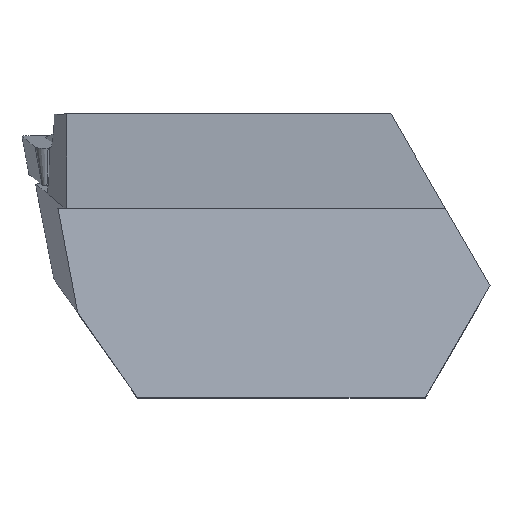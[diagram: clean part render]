
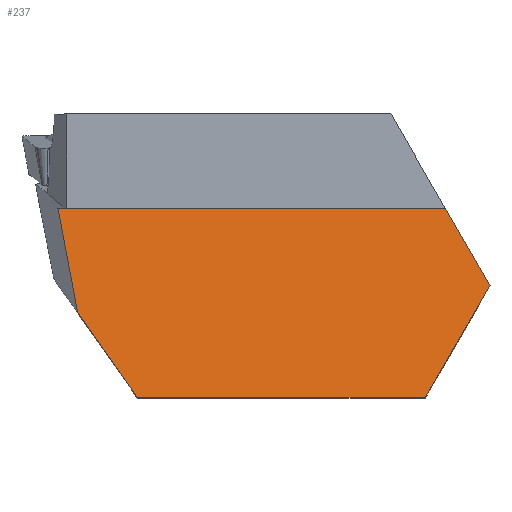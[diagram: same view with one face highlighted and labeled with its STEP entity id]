
A CAD part, top view. The second image highlights one B-rep face of the part: STEP entity #237.
In plain terms, the highlighted planar face has unit normal (0, 0.139, 0.99).
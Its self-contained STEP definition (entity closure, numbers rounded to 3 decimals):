
#148=FACE_OUTER_BOUND('',#416,.T.);
#237=ADVANCED_FACE('',(#148),#291,.T.);
#291=PLANE('',#1504);
#416=EDGE_LOOP('',(#693,#694,#695,#696,#697,#698));
#693=ORIENTED_EDGE('',*,*,#1042,.F.);
#694=ORIENTED_EDGE('',*,*,#1069,.T.);
#695=ORIENTED_EDGE('',*,*,#1070,.T.);
#696=ORIENTED_EDGE('',*,*,#1071,.T.);
#697=ORIENTED_EDGE('',*,*,#1072,.F.);
#698=ORIENTED_EDGE('',*,*,#1034,.T.);
#886=VERTEX_POINT('',#2185);
#887=VERTEX_POINT('',#2186);
#892=VERTEX_POINT('',#2199);
#908=VERTEX_POINT('',#2250);
#909=VERTEX_POINT('',#2252);
#910=VERTEX_POINT('',#2254);
#1034=EDGE_CURVE('',#886,#887,#1174,.T.);
#1042=EDGE_CURVE('',#892,#887,#1182,.T.);
#1069=EDGE_CURVE('',#892,#908,#1207,.T.);
#1070=EDGE_CURVE('',#908,#909,#1208,.T.);
#1071=EDGE_CURVE('',#909,#910,#1209,.T.);
#1072=EDGE_CURVE('',#886,#910,#1210,.T.);
#1174=LINE('',#2184,#1303);
#1182=LINE('',#2200,#1311);
#1207=LINE('',#2249,#1336);
#1208=LINE('',#2251,#1337);
#1209=LINE('',#2253,#1338);
#1210=LINE('',#2255,#1339);
#1303=VECTOR('',#1743,1.);
#1311=VECTOR('',#1753,1.);
#1336=VECTOR('',#1796,1.);
#1337=VECTOR('',#1797,1.);
#1338=VECTOR('',#1798,1.);
#1339=VECTOR('',#1799,1.);
#1504=AXIS2_PLACEMENT_3D('',#2256,#1800,#1801);
#1743=DIRECTION('',(0.184,-0.973,0.137));
#1753=DIRECTION('',(-0.57,0.814,-0.114));
#1796=DIRECTION('',(1.,0.,0.));
#1797=DIRECTION('',(0.496,0.86,-0.121));
#1798=DIRECTION('',(-0.496,0.86,-0.121));
#1799=DIRECTION('',(1.,0.,0.));
#1800=DIRECTION('',(0.,0.139,0.99));
#1801=DIRECTION('',(0.,-0.99,0.139));
#2184=CARTESIAN_POINT('',(-35.233,-4.148,-0.092));
#2185=CARTESIAN_POINT('',(-35.11,-4.8,0.));
#2186=CARTESIAN_POINT('',(-33.436,-13.662,1.245));
#2199=CARTESIAN_POINT('',(-28.368,-20.9,2.263));
#2200=CARTESIAN_POINT('',(-39.352,-5.213,0.058));
#2249=CARTESIAN_POINT('',(-38.75,-20.9,2.263));
#2250=CARTESIAN_POINT('',(-3.933,-20.9,2.263));
#2251=CARTESIAN_POINT('',(-2.688,-18.743,1.96));
#2252=CARTESIAN_POINT('',(1.567,-11.374,0.924));
#2253=CARTESIAN_POINT('',(-11.226,10.783,-2.19));
#2254=CARTESIAN_POINT('',(-2.229,-4.8,0.));
#2255=CARTESIAN_POINT('',(-38.75,-4.8,0.));
#2256=CARTESIAN_POINT('',(-38.75,-4.8,0.));
